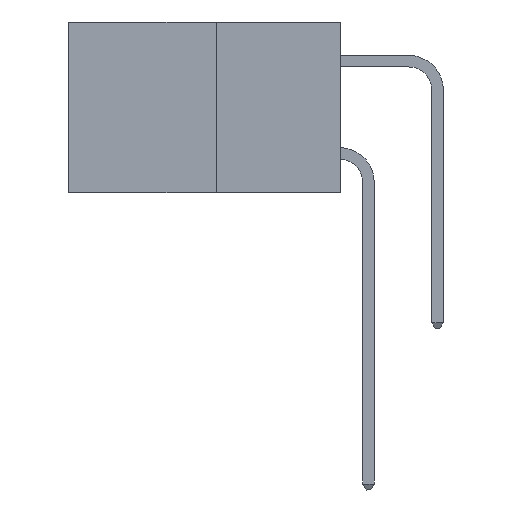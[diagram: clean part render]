
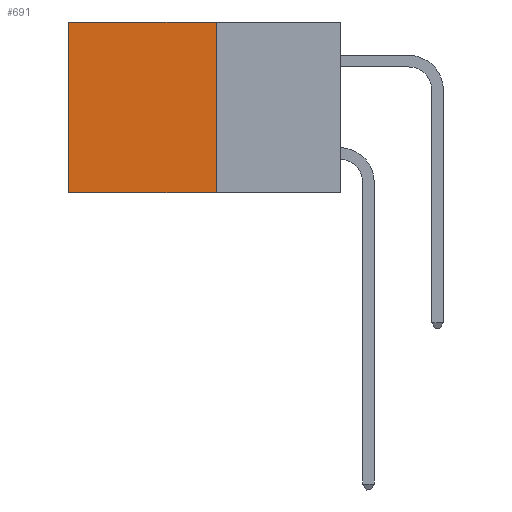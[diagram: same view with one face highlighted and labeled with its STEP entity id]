
A CAD part, left-side view. The second image highlights one B-rep face of the part: STEP entity #691.
In plain terms, the highlighted planar face has unit normal (-1, 0, 0).
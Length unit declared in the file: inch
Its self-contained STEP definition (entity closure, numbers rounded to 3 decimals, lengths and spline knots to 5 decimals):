
#137 = LINE ( 'NONE', #2619, #8728 ) ;
#648 = DIRECTION ( 'NONE',  ( 0., 0., -1. ) ) ;
#691 = ADVANCED_FACE ( 'NONE', ( #6069 ), #10095, .F. ) ;
#1688 = VECTOR ( 'NONE', #9390, 39.37008 ) ;
#1746 = ORIENTED_EDGE ( 'NONE', *, *, #4073, .T. ) ;
#2176 = LINE ( 'NONE', #3933, #8539 ) ;
#2619 = CARTESIAN_POINT ( 'NONE',  ( 0.277, 0.27, -0.37 ) ) ;
#2818 = EDGE_LOOP ( 'NONE', ( #1746, #4269, #6456, #8461 ) ) ;
#2894 = CARTESIAN_POINT ( 'NONE',  ( 0.277, 0.27, -0.37 ) ) ;
#3087 = DIRECTION ( 'NONE',  ( 0., 0., -1. ) ) ;
#3496 = CARTESIAN_POINT ( 'NONE',  ( 0.277, 0.27, -0.37 ) ) ;
#3552 = VERTEX_POINT ( 'NONE', #8914 ) ;
#3933 = CARTESIAN_POINT ( 'NONE',  ( 0.277, 0.59, -0.37 ) ) ;
#4073 = EDGE_CURVE ( 'NONE', #3552, #5850, #2176, .T. ) ;
#4269 = ORIENTED_EDGE ( 'NONE', *, *, #5315, .F. ) ;
#4276 = EDGE_CURVE ( 'NONE', #5346, #3552, #8418, .T. ) ;
#4440 = CARTESIAN_POINT ( 'NONE',  ( 0.277, 0.27, 0. ) ) ;
#4463 = LINE ( 'NONE', #3496, #6907 ) ;
#4772 = CARTESIAN_POINT ( 'NONE',  ( 0.277, 0.27, 0. ) ) ;
#5315 = EDGE_CURVE ( 'NONE', #7566, #5850, #4463, .T. ) ;
#5346 = VERTEX_POINT ( 'NONE', #4440 ) ;
#5850 = VERTEX_POINT ( 'NONE', #9487 ) ;
#5961 = DIRECTION ( 'NONE',  ( 0., 1., 0. ) ) ;
#6069 = FACE_OUTER_BOUND ( 'NONE', #2818, .T. ) ;
#6340 = EDGE_CURVE ( 'NONE', #5346, #7566, #137, .T. ) ;
#6456 = ORIENTED_EDGE ( 'NONE', *, *, #6340, .F. ) ;
#6907 = VECTOR ( 'NONE', #5961, 39.37008 ) ;
#7566 = VERTEX_POINT ( 'NONE', #2894 ) ;
#7955 = CARTESIAN_POINT ( 'NONE',  ( 0.277, 0.27, -0.37 ) ) ;
#8418 = LINE ( 'NONE', #4772, #1688 ) ;
#8461 = ORIENTED_EDGE ( 'NONE', *, *, #4276, .T. ) ;
#8539 = VECTOR ( 'NONE', #3087, 39.37008 ) ;
#8728 = VECTOR ( 'NONE', #648, 39.37008 ) ;
#8914 = CARTESIAN_POINT ( 'NONE',  ( 0.277, 0.59, 0. ) ) ;
#9390 = DIRECTION ( 'NONE',  ( 0., 1., 0. ) ) ;
#9487 = CARTESIAN_POINT ( 'NONE',  ( 0.277, 0.59, -0.37 ) ) ;
#10083 = DIRECTION ( 'NONE',  ( 0., 0., -1. ) ) ;
#10091 = DIRECTION ( 'NONE',  ( 1., 0., 0. ) ) ;
#10095 = PLANE ( 'NONE',  #10605 ) ;
#10605 = AXIS2_PLACEMENT_3D ( 'NONE', #7955, #10091, #10083 ) ;
